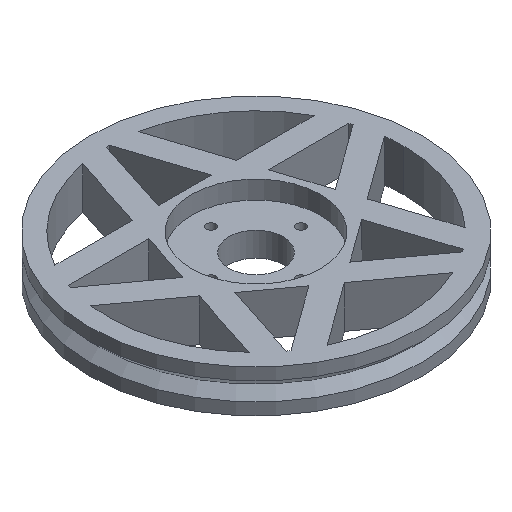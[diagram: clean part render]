
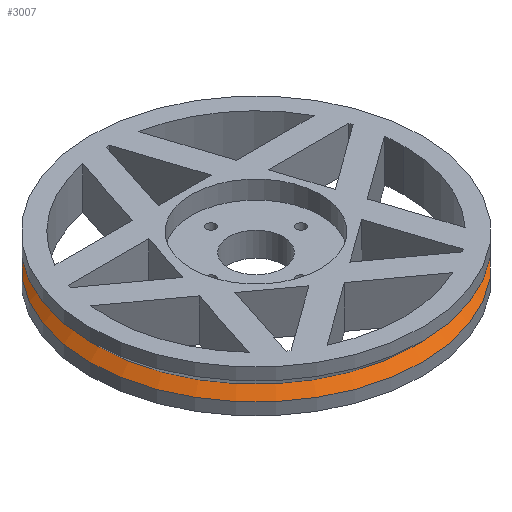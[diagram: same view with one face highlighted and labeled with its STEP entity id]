
A CAD part, isometric view. The second image highlights one B-rep face of the part: STEP entity #3007.
In plain terms, the highlighted conical face has half-angle 45 degrees and reference radius 26 mm.
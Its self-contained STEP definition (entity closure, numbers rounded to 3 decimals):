
#93 = CONICAL_SURFACE('',#94,27.5,0.785);
#94 = AXIS2_PLACEMENT_3D('',#95,#96,#97);
#95 = CARTESIAN_POINT('',(0.,0.,1.5));
#96 = DIRECTION('',(0.,0.,1.));
#97 = DIRECTION('',(1.,0.,0.));
#1189 = VERTEX_POINT('',#1190);
#1190 = CARTESIAN_POINT('',(26.,0.,0.));
#1211 = EDGE_CURVE('',#1189,#1189,#1212,.T.);
#1212 = SURFACE_CURVE('',#1213,(#1218,#1225),.PCURVE_S1.);
#1213 = CIRCLE('',#1214,26.);
#1214 = AXIS2_PLACEMENT_3D('',#1215,#1216,#1217);
#1215 = CARTESIAN_POINT('',(0.,0.,0.));
#1216 = DIRECTION('',(0.,0.,-1.));
#1217 = DIRECTION('',(1.,0.,0.));
#1218 = PCURVE('',#93,#1219);
#1219 = DEFINITIONAL_REPRESENTATION('',(#1220),#1224);
#1220 = LINE('',#1221,#1222);
#1221 = CARTESIAN_POINT('',(-0.,-1.5));
#1222 = VECTOR('',#1223,1.);
#1223 = DIRECTION('',(-1.,-0.));
#1224 = ( GEOMETRIC_REPRESENTATION_CONTEXT(2) 
PARAMETRIC_REPRESENTATION_CONTEXT() REPRESENTATION_CONTEXT('2D SPACE',''
  ) );
#1225 = PCURVE('',#1226,#1231);
#1226 = CONICAL_SURFACE('',#1227,26.,0.785);
#1227 = AXIS2_PLACEMENT_3D('',#1228,#1229,#1230);
#1228 = CARTESIAN_POINT('',(0.,0.,0.));
#1229 = DIRECTION('',(0.,0.,-1.));
#1230 = DIRECTION('',(1.,0.,0.));
#1231 = DEFINITIONAL_REPRESENTATION('',(#1232),#1236);
#1232 = LINE('',#1233,#1234);
#1233 = CARTESIAN_POINT('',(0.,0.));
#1234 = VECTOR('',#1235,1.);
#1235 = DIRECTION('',(1.,0.));
#1236 = ( GEOMETRIC_REPRESENTATION_CONTEXT(2) 
PARAMETRIC_REPRESENTATION_CONTEXT() REPRESENTATION_CONTEXT('2D SPACE',''
  ) );
#3007 = ADVANCED_FACE('',(#3008),#1226,.T.);
#3008 = FACE_BOUND('',#3009,.T.);
#3009 = EDGE_LOOP('',(#3010,#3011,#3034,#3061));
#3010 = ORIENTED_EDGE('',*,*,#1211,.T.);
#3011 = ORIENTED_EDGE('',*,*,#3012,.T.);
#3012 = EDGE_CURVE('',#1189,#3013,#3015,.T.);
#3013 = VERTEX_POINT('',#3014);
#3014 = CARTESIAN_POINT('',(27.5,0.,-1.5));
#3015 = SEAM_CURVE('',#3016,(#3020,#3027),.PCURVE_S1.);
#3016 = LINE('',#3017,#3018);
#3017 = CARTESIAN_POINT('',(26.,0.,0.));
#3018 = VECTOR('',#3019,1.);
#3019 = DIRECTION('',(0.707,0.,-0.707
    ));
#3020 = PCURVE('',#1226,#3021);
#3021 = DEFINITIONAL_REPRESENTATION('',(#3022),#3026);
#3022 = LINE('',#3023,#3024);
#3023 = CARTESIAN_POINT('',(0.,0.));
#3024 = VECTOR('',#3025,1.);
#3025 = DIRECTION('',(0.,1.));
#3026 = ( GEOMETRIC_REPRESENTATION_CONTEXT(2) 
PARAMETRIC_REPRESENTATION_CONTEXT() REPRESENTATION_CONTEXT('2D SPACE',''
  ) );
#3027 = PCURVE('',#1226,#3028);
#3028 = DEFINITIONAL_REPRESENTATION('',(#3029),#3033);
#3029 = LINE('',#3030,#3031);
#3030 = CARTESIAN_POINT('',(6.283,0.));
#3031 = VECTOR('',#3032,1.);
#3032 = DIRECTION('',(0.,1.));
#3033 = ( GEOMETRIC_REPRESENTATION_CONTEXT(2) 
PARAMETRIC_REPRESENTATION_CONTEXT() REPRESENTATION_CONTEXT('2D SPACE',''
  ) );
#3034 = ORIENTED_EDGE('',*,*,#3035,.F.);
#3035 = EDGE_CURVE('',#3013,#3013,#3036,.T.);
#3036 = SURFACE_CURVE('',#3037,(#3042,#3049),.PCURVE_S1.);
#3037 = CIRCLE('',#3038,27.5);
#3038 = AXIS2_PLACEMENT_3D('',#3039,#3040,#3041);
#3039 = CARTESIAN_POINT('',(0.,0.,-1.5));
#3040 = DIRECTION('',(0.,0.,-1.));
#3041 = DIRECTION('',(1.,0.,0.));
#3042 = PCURVE('',#1226,#3043);
#3043 = DEFINITIONAL_REPRESENTATION('',(#3044),#3048);
#3044 = LINE('',#3045,#3046);
#3045 = CARTESIAN_POINT('',(0.,1.5));
#3046 = VECTOR('',#3047,1.);
#3047 = DIRECTION('',(1.,0.));
#3048 = ( GEOMETRIC_REPRESENTATION_CONTEXT(2) 
PARAMETRIC_REPRESENTATION_CONTEXT() REPRESENTATION_CONTEXT('2D SPACE',''
  ) );
#3049 = PCURVE('',#3050,#3055);
#3050 = CYLINDRICAL_SURFACE('',#3051,27.5);
#3051 = AXIS2_PLACEMENT_3D('',#3052,#3053,#3054);
#3052 = CARTESIAN_POINT('',(0.,0.,-1.5));
#3053 = DIRECTION('',(0.,0.,-1.));
#3054 = DIRECTION('',(1.,0.,0.));
#3055 = DEFINITIONAL_REPRESENTATION('',(#3056),#3060);
#3056 = LINE('',#3057,#3058);
#3057 = CARTESIAN_POINT('',(0.,0.));
#3058 = VECTOR('',#3059,1.);
#3059 = DIRECTION('',(1.,0.));
#3060 = ( GEOMETRIC_REPRESENTATION_CONTEXT(2) 
PARAMETRIC_REPRESENTATION_CONTEXT() REPRESENTATION_CONTEXT('2D SPACE',''
  ) );
#3061 = ORIENTED_EDGE('',*,*,#3012,.F.);
